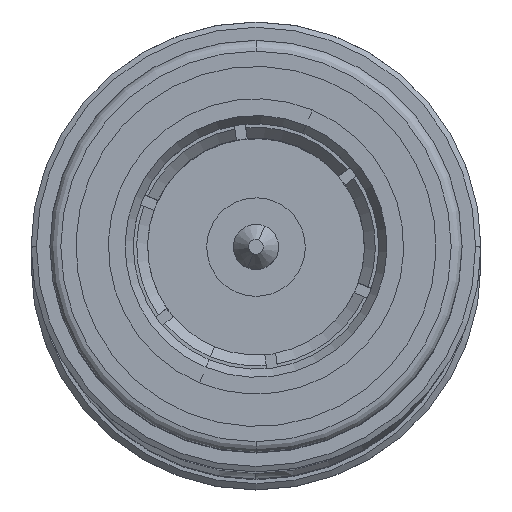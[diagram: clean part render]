
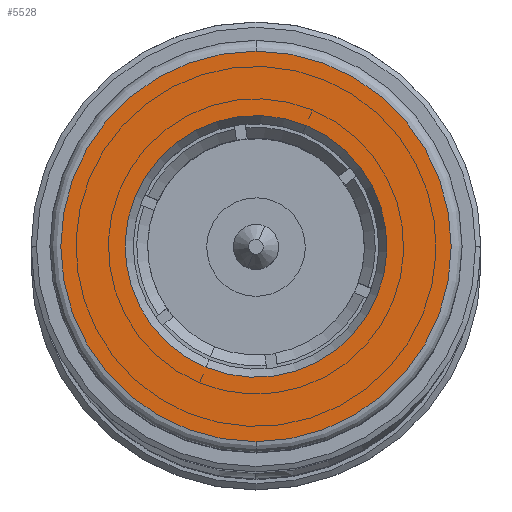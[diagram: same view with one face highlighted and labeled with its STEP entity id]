
A CAD part, top view. The second image highlights one B-rep face of the part: STEP entity #5528.
In plain terms, the highlighted face is planar.
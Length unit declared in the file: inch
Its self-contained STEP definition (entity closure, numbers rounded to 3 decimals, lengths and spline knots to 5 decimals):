
#54 = VERTEX_POINT ( 'NONE', #942 ) ;
#347 = FACE_OUTER_BOUND ( 'NONE', #847, .T. ) ;
#847 = EDGE_LOOP ( 'NONE', ( #1560, #4901 ) ) ;
#942 = CARTESIAN_POINT ( 'NONE',  ( 0., 0.1794, 0. ) ) ;
#945 = ORIENTED_EDGE ( 'NONE', *, *, #5330, .T. ) ;
#959 = EDGE_CURVE ( 'NONE', #1246, #3523, #4437, .T. ) ;
#1095 = DIRECTION ( 'NONE',  ( 0., -1., 0. ) ) ;
#1131 = DIRECTION ( 'NONE',  ( -1., 0., 0. ) ) ;
#1246 = VERTEX_POINT ( 'NONE', #3662 ) ;
#1256 = AXIS2_PLACEMENT_3D ( 'NONE', #3727, #1947, #1095 ) ;
#1316 = EDGE_CURVE ( 'NONE', #3032, #54, #2402, .T. ) ;
#1335 = DIRECTION ( 'NONE',  ( -1., 0., 0. ) ) ;
#1384 = FACE_BOUND ( 'NONE', #5714, .T. ) ;
#1519 = CARTESIAN_POINT ( 'NONE',  ( 0., -0.1794, 0. ) ) ;
#1535 = ORIENTED_EDGE ( 'NONE', *, *, #959, .T. ) ;
#1560 = ORIENTED_EDGE ( 'NONE', *, *, #1316, .T. ) ;
#1607 = AXIS2_PLACEMENT_3D ( 'NONE', #5094, #1131, #5506 ) ;
#1723 = AXIS2_PLACEMENT_3D ( 'NONE', #4686, #5590, #4276 ) ;
#1750 = CARTESIAN_POINT ( 'NONE',  ( 0., 0., 0. ) ) ;
#1767 = CARTESIAN_POINT ( 'NONE',  ( 0., 0., 0. ) ) ;
#1947 = DIRECTION ( 'NONE',  ( -1., 0., 0. ) ) ;
#2378 = PLANE ( 'NONE',  #1256 ) ;
#2402 = CIRCLE ( 'NONE', #1607, 0.1794 ) ;
#3032 = VERTEX_POINT ( 'NONE', #1519 ) ;
#3048 = DIRECTION ( 'NONE',  ( 1., 0., 0. ) ) ;
#3307 = CARTESIAN_POINT ( 'NONE',  ( 0., 0.11116, 0.04593 ) ) ;
#3523 = VERTEX_POINT ( 'NONE', #3307 ) ;
#3662 = CARTESIAN_POINT ( 'NONE',  ( 0., -0.11116, -0.04593 ) ) ;
#3727 = CARTESIAN_POINT ( 'NONE',  ( 0., 0., 0. ) ) ;
#3938 = DIRECTION ( 'NONE',  ( 0., 0.924, 0.382 ) ) ;
#4276 = DIRECTION ( 'NONE',  ( 0., 0.924, 0.382 ) ) ;
#4437 = CIRCLE ( 'NONE', #1723, 0.12028 ) ;
#4604 = CIRCLE ( 'NONE', #5677, 0.12028 ) ;
#4686 = CARTESIAN_POINT ( 'NONE',  ( 0., 0., 0. ) ) ;
#4885 = AXIS2_PLACEMENT_3D ( 'NONE', #1767, #1335, #5296 ) ;
#4901 = ORIENTED_EDGE ( 'NONE', *, *, #5254, .T. ) ;
#4948 = CIRCLE ( 'NONE', #4885, 0.1794 ) ;
#5094 = CARTESIAN_POINT ( 'NONE',  ( 0., 0., 0. ) ) ;
#5254 = EDGE_CURVE ( 'NONE', #54, #3032, #4948, .T. ) ;
#5296 = DIRECTION ( 'NONE',  ( 0., -1., 0. ) ) ;
#5330 = EDGE_CURVE ( 'NONE', #3523, #1246, #4604, .T. ) ;
#5506 = DIRECTION ( 'NONE',  ( 0., -1., 0. ) ) ;
#5528 = ADVANCED_FACE ( 'NONE', ( #347, #1384 ), #2378, .T. ) ;
#5590 = DIRECTION ( 'NONE',  ( 1., 0., 0. ) ) ;
#5677 = AXIS2_PLACEMENT_3D ( 'NONE', #1750, #3048, #3938 ) ;
#5714 = EDGE_LOOP ( 'NONE', ( #1535, #945 ) ) ;
